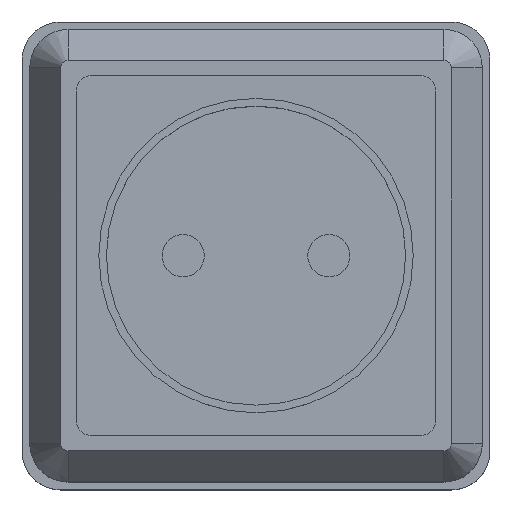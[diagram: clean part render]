
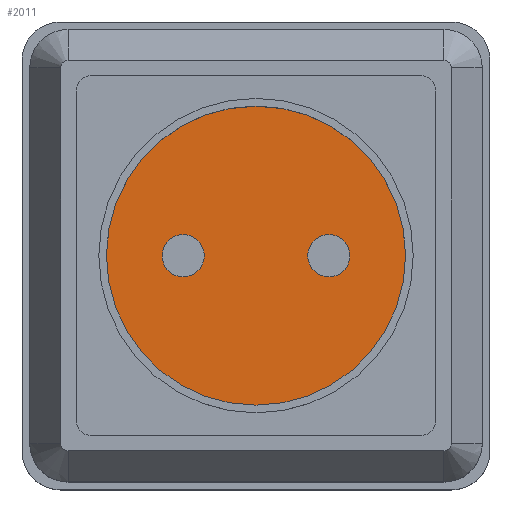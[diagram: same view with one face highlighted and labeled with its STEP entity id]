
A CAD part, top view. The second image highlights one B-rep face of the part: STEP entity #2011.
In plain terms, the highlighted planar face has unit normal (0, 0, 1).
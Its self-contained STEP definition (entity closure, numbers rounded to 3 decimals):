
#17 = CARTESIAN_POINT ( 'NONE',  ( 0., 0., 26. ) ) ;
#28 = EDGE_CURVE ( 'NONE', #2418, #2418, #500, .T. ) ;
#153 = ORIENTED_EDGE ( 'NONE', *, *, #2694, .F. ) ;
#154 = DIRECTION ( 'NONE',  ( -1., 0., 0. ) ) ;
#328 = VERTEX_POINT ( 'NONE', #945 ) ;
#422 = ORIENTED_EDGE ( 'NONE', *, *, #1498, .T. ) ;
#446 = PLANE ( 'NONE',  #2687 ) ;
#500 = CIRCLE ( 'NONE', #2183, 2.75 ) ;
#557 = CARTESIAN_POINT ( 'NONE',  ( 0., 0., 26. ) ) ;
#596 = EDGE_LOOP ( 'NONE', ( #422 ) ) ;
#681 = EDGE_LOOP ( 'NONE', ( #2496 ) ) ;
#687 = AXIS2_PLACEMENT_3D ( 'NONE', #2274, #991, #2494 ) ;
#774 = DIRECTION ( 'NONE',  ( 1., 0., 0. ) ) ;
#811 = FACE_BOUND ( 'NONE', #681, .T. ) ;
#877 = DIRECTION ( 'NONE',  ( 0., 0., 1. ) ) ;
#945 = CARTESIAN_POINT ( 'NONE',  ( -6.75, 0., 26. ) ) ;
#991 = DIRECTION ( 'NONE',  ( 0., 0., 1. ) ) ;
#1142 = AXIS2_PLACEMENT_3D ( 'NONE', #557, #2053, #774 ) ;
#1432 = DIRECTION ( 'NONE',  ( 0., 0., 1. ) ) ;
#1475 = CIRCLE ( 'NONE', #687, 2.75 ) ;
#1498 = EDGE_CURVE ( 'NONE', #1534, #1534, #2487, .T. ) ;
#1534 = VERTEX_POINT ( 'NONE', #1574 ) ;
#1574 = CARTESIAN_POINT ( 'NONE',  ( 19.5, 0., 26. ) ) ;
#1752 = EDGE_LOOP ( 'NONE', ( #153 ) ) ;
#1782 = CARTESIAN_POINT ( 'NONE',  ( 6.75, 0., 26. ) ) ;
#1884 = FACE_BOUND ( 'NONE', #1752, .T. ) ;
#2011 = ADVANCED_FACE ( 'NONE', ( #811, #1884, #2452 ), #446, .T. ) ;
#2053 = DIRECTION ( 'NONE',  ( 0., 0., 1. ) ) ;
#2183 = AXIS2_PLACEMENT_3D ( 'NONE', #2727, #1432, #154 ) ;
#2274 = CARTESIAN_POINT ( 'NONE',  ( -9.5, 0., 26. ) ) ;
#2378 = DIRECTION ( 'NONE',  ( 1., 0., 0. ) ) ;
#2418 = VERTEX_POINT ( 'NONE', #1782 ) ;
#2452 = FACE_OUTER_BOUND ( 'NONE', #596, .T. ) ;
#2487 = CIRCLE ( 'NONE', #1142, 19.5 ) ;
#2494 = DIRECTION ( 'NONE',  ( 1., 0., 0. ) ) ;
#2496 = ORIENTED_EDGE ( 'NONE', *, *, #28, .F. ) ;
#2687 = AXIS2_PLACEMENT_3D ( 'NONE', #17, #877, #2378 ) ;
#2694 = EDGE_CURVE ( 'NONE', #328, #328, #1475, .T. ) ;
#2727 = CARTESIAN_POINT ( 'NONE',  ( 9.5, 0., 26. ) ) ;
